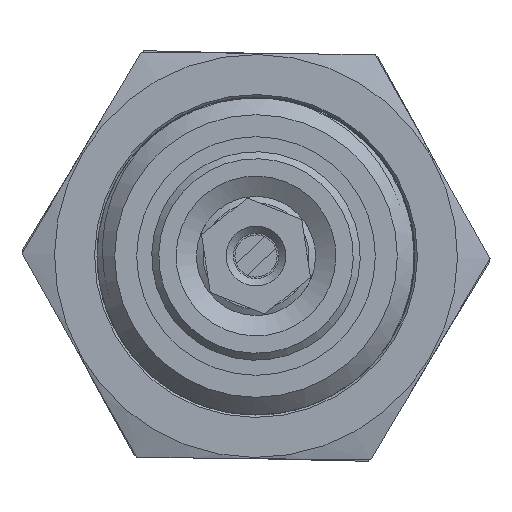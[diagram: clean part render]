
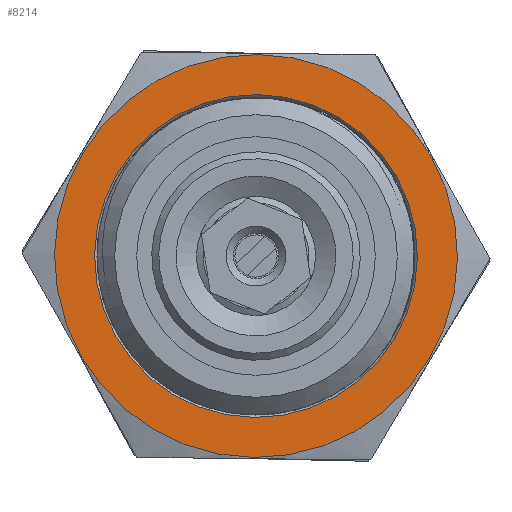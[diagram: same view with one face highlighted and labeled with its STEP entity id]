
A CAD part, left-side view. The second image highlights one B-rep face of the part: STEP entity #8214.
In plain terms, the highlighted planar face has unit normal (-1, 0, 0).
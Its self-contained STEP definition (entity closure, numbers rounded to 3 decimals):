
#8163=CARTESIAN_POINT('',(0.0,-8.854,0.));
#8164=VERTEX_POINT('',#8163);
#8165=CARTESIAN_POINT('',(0.0,0.0,0.0));
#8166=DIRECTION('',(-1.0,0.0,0.0));
#8167=DIRECTION('',(0.0,1.0,0.0));
#8168=AXIS2_PLACEMENT_3D('',#8165,#8166,#8167);
#8169=CIRCLE('',#8168,8.854);
#8170=EDGE_CURVE('',#8164,#8164,#8169,.T.);
#8195=CARTESIAN_POINT('',(0.0,5.525,0.0));
#8196=DIRECTION('',(-1.0,0.0,0.0));
#8197=DIRECTION('',(0.0,0.0,1.0));
#8198=AXIS2_PLACEMENT_3D('',#8195,#8196,#8197);
#8199=PLANE('',#8198);
#8200=CARTESIAN_POINT('',(0.0,11.049,0.0));
#8201=VERTEX_POINT('',#8200);
#8202=CARTESIAN_POINT('',(0.0,0.0,0.0));
#8203=DIRECTION('',(1.0,0.0,0.0));
#8204=DIRECTION('',(0.0,1.0,0.0));
#8205=AXIS2_PLACEMENT_3D('',#8202,#8203,#8204);
#8206=CIRCLE('',#8205,11.049);
#8207=EDGE_CURVE('',#8201,#8201,#8206,.T.);
#8208=ORIENTED_EDGE('',*,*,#8207,.F.);
#8209=EDGE_LOOP('',(#8208));
#8210=FACE_OUTER_BOUND('',#8209,.T.);
#8211=ORIENTED_EDGE('',*,*,#8170,.F.);
#8212=EDGE_LOOP('',(#8211));
#8213=FACE_BOUND('',#8212,.T.);
#8214=ADVANCED_FACE('',(#8210,#8213),#8199,.T.);
